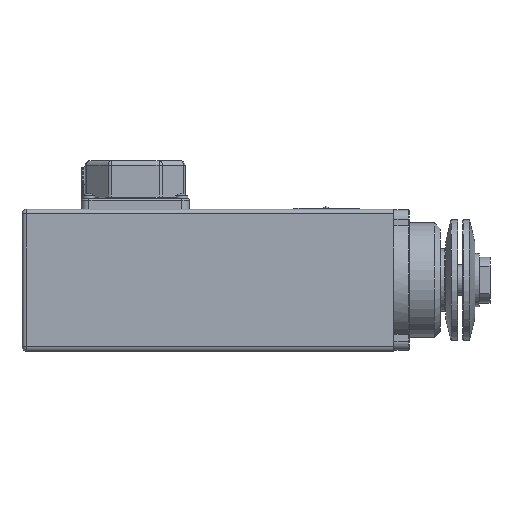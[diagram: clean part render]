
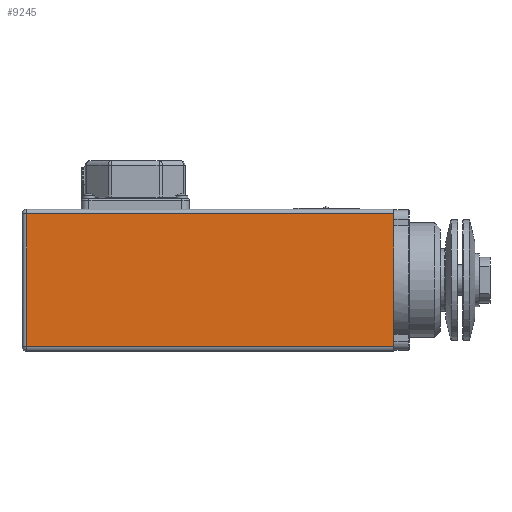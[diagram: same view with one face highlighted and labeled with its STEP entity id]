
A CAD part, left-side view. The second image highlights one B-rep face of the part: STEP entity #9245.
In plain terms, the highlighted planar face has unit normal (-1, 0, 0).
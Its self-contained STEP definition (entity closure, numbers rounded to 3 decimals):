
#9206=CARTESIAN_POINT('',(-41.5,240.,-46.5));
#9207=DIRECTION('',(-1.,0.,0.));
#9208=DIRECTION('',(0.,0.,1.));
#9209=AXIS2_PLACEMENT_3D('',#9206,#9207,#9208);
#9210=PLANE('',#9209);
#9211=CARTESIAN_POINT('',(-41.5,0.,43.5));
#9212=VERTEX_POINT('',#9211);
#9213=CARTESIAN_POINT('',(-41.5,240.7,43.5));
#9214=VERTEX_POINT('',#9213);
#9215=CARTESIAN_POINT('',(-41.5,0.,43.5));
#9216=DIRECTION('',(0.,1.,0.));
#9217=VECTOR('',#9216,240.7);
#9218=LINE('',#9215,#9217);
#9219=EDGE_CURVE('',#9212,#9214,#9218,.T.);
#9220=ORIENTED_EDGE('',*,*,#9219,.T.);
#9221=CARTESIAN_POINT('',(-41.5,240.7,-43.5));
#9222=VERTEX_POINT('',#9221);
#9223=CARTESIAN_POINT('',(-41.5,240.7,43.5));
#9224=DIRECTION('',(0.,0.,-1.));
#9225=VECTOR('',#9224,87.);
#9226=LINE('',#9223,#9225);
#9227=EDGE_CURVE('',#9214,#9222,#9226,.T.);
#9228=ORIENTED_EDGE('',*,*,#9227,.T.);
#9229=CARTESIAN_POINT('',(-41.5,0.,-43.5));
#9230=VERTEX_POINT('',#9229);
#9231=CARTESIAN_POINT('',(-41.5,240.7,-43.5));
#9232=DIRECTION('',(0.,-1.,0.));
#9233=VECTOR('',#9232,240.7);
#9234=LINE('',#9231,#9233);
#9235=EDGE_CURVE('',#9222,#9230,#9234,.T.);
#9236=ORIENTED_EDGE('',*,*,#9235,.T.);
#9237=CARTESIAN_POINT('',(-41.5,0.,-43.5));
#9238=DIRECTION('',(0.,0.,1.));
#9239=VECTOR('',#9238,87.);
#9240=LINE('',#9237,#9239);
#9241=EDGE_CURVE('',#9230,#9212,#9240,.T.);
#9242=ORIENTED_EDGE('',*,*,#9241,.T.);
#9243=EDGE_LOOP('',(#9220,#9228,#9236,#9242));
#9244=FACE_BOUND('',#9243,.T.);
#9245=ADVANCED_FACE('',(#9244),#9210,.T.);
